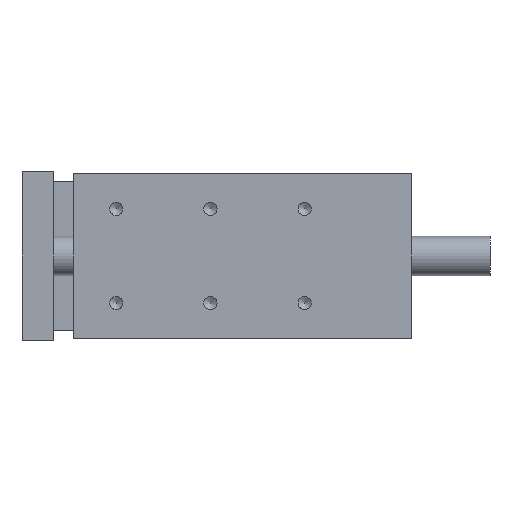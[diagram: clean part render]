
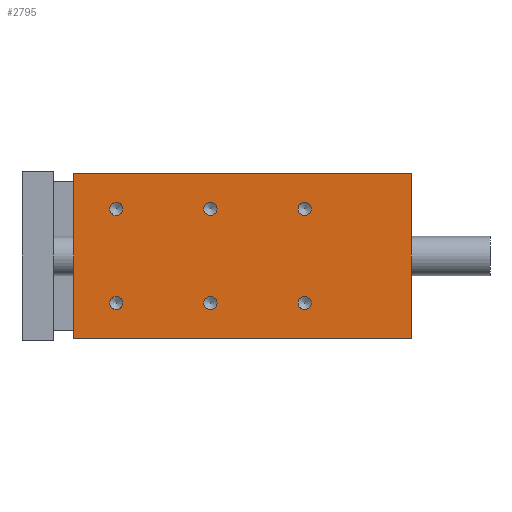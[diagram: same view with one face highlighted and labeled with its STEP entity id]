
A CAD part, left-side view. The second image highlights one B-rep face of the part: STEP entity #2795.
In plain terms, the highlighted face is planar.
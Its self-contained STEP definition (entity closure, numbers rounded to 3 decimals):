
#2123=CARTESIAN_POINT('',(96.0,87.,25.812));
#2124=VERTEX_POINT('',#2123);
#2125=CARTESIAN_POINT('',(96.0,87.,30.0));
#2126=DIRECTION('',(-1.0,0.0,0.0));
#2127=DIRECTION('',(0.0,0.0,-1.0));
#2128=AXIS2_PLACEMENT_3D('',#2125,#2126,#2127);
#2129=CIRCLE('',#2128,4.188);
#2130=EDGE_CURVE('',#2124,#2124,#2129,.T.);
#2160=CARTESIAN_POINT('',(96.,147.,-34.188));
#2161=VERTEX_POINT('',#2160);
#2162=CARTESIAN_POINT('',(96.,147.,-30.0));
#2163=DIRECTION('',(-1.0,0.0,0.0));
#2164=DIRECTION('',(0.0,0.0,-1.0));
#2165=AXIS2_PLACEMENT_3D('',#2162,#2163,#2164);
#2166=CIRCLE('',#2165,4.188);
#2167=EDGE_CURVE('',#2161,#2161,#2166,.T.);
#2200=CARTESIAN_POINT('',(96.,27.,-34.188));
#2201=VERTEX_POINT('',#2200);
#2202=CARTESIAN_POINT('',(96.,27.,-30.0));
#2203=DIRECTION('',(-1.0,0.0,0.0));
#2204=DIRECTION('',(0.0,0.0,-1.0));
#2205=AXIS2_PLACEMENT_3D('',#2202,#2203,#2204);
#2206=CIRCLE('',#2205,4.188);
#2207=EDGE_CURVE('',#2201,#2201,#2206,.T.);
#2240=CARTESIAN_POINT('',(96.0,87.,-34.188));
#2241=VERTEX_POINT('',#2240);
#2242=CARTESIAN_POINT('',(96.0,87.,-30.0));
#2243=DIRECTION('',(-1.0,0.0,0.0));
#2244=DIRECTION('',(0.0,0.0,-1.0));
#2245=AXIS2_PLACEMENT_3D('',#2242,#2243,#2244);
#2246=CIRCLE('',#2245,4.188);
#2247=EDGE_CURVE('',#2241,#2241,#2246,.T.);
#2277=CARTESIAN_POINT('',(96.,147.,25.812));
#2278=VERTEX_POINT('',#2277);
#2279=CARTESIAN_POINT('',(96.,147.,30.0));
#2280=DIRECTION('',(-1.0,0.0,0.0));
#2281=DIRECTION('',(0.0,0.0,-1.0));
#2282=AXIS2_PLACEMENT_3D('',#2279,#2280,#2281);
#2283=CIRCLE('',#2282,4.188);
#2284=EDGE_CURVE('',#2278,#2278,#2283,.T.);
#2317=CARTESIAN_POINT('',(96.,27.,25.812));
#2318=VERTEX_POINT('',#2317);
#2319=CARTESIAN_POINT('',(96.,27.,30.0));
#2320=DIRECTION('',(-1.0,0.0,0.0));
#2321=DIRECTION('',(0.0,0.0,-1.0));
#2322=AXIS2_PLACEMENT_3D('',#2319,#2320,#2321);
#2323=CIRCLE('',#2322,4.188);
#2324=EDGE_CURVE('',#2318,#2318,#2323,.T.);
#2613=CARTESIAN_POINT('',(96.,215.0,-52.5));
#2614=VERTEX_POINT('',#2613);
#2621=CARTESIAN_POINT('',(96.,0.,-52.5));
#2622=VERTEX_POINT('',#2621);
#2623=CARTESIAN_POINT('',(96.,0.0,-52.5));
#2624=DIRECTION('',(0.0,1.0,0.0));
#2625=VECTOR('',#2624,215.0);
#2626=LINE('',#2623,#2625);
#2627=EDGE_CURVE('',#2622,#2614,#2626,.T.);
#2732=CARTESIAN_POINT('',(96.,215.0,52.5));
#2733=VERTEX_POINT('',#2732);
#2740=CARTESIAN_POINT('',(96.,215.0,52.5));
#2741=DIRECTION('',(0.0,0.0,-1.0));
#2742=VECTOR('',#2741,105.0);
#2743=LINE('',#2740,#2742);
#2744=EDGE_CURVE('',#2733,#2614,#2743,.T.);
#2754=CARTESIAN_POINT('',(96.,215.0,0.0));
#2755=DIRECTION('',(1.0,0.0,0.0));
#2756=DIRECTION('',(0.0,0.0,-1.0));
#2757=AXIS2_PLACEMENT_3D('',#2754,#2755,#2756);
#2758=PLANE('',#2757);
#2759=CARTESIAN_POINT('',(96.,0.,52.5));
#2760=VERTEX_POINT('',#2759);
#2761=CARTESIAN_POINT('',(96.,215.0,52.5));
#2762=DIRECTION('',(0.0,-1.0,0.0));
#2763=VECTOR('',#2762,215.0);
#2764=LINE('',#2761,#2763);
#2765=EDGE_CURVE('',#2733,#2760,#2764,.T.);
#2766=ORIENTED_EDGE('',*,*,#2765,.T.);
#2767=CARTESIAN_POINT('',(96.,0.,52.5));
#2768=DIRECTION('',(0.0,0.0,-1.0));
#2769=VECTOR('',#2768,105.0);
#2770=LINE('',#2767,#2769);
#2771=EDGE_CURVE('',#2760,#2622,#2770,.T.);
#2772=ORIENTED_EDGE('',*,*,#2771,.T.);
#2773=ORIENTED_EDGE('',*,*,#2627,.T.);
#2774=ORIENTED_EDGE('',*,*,#2744,.F.);
#2775=EDGE_LOOP('',(#2766,#2772,#2773,#2774));
#2776=FACE_OUTER_BOUND('',#2775,.T.);
#2777=ORIENTED_EDGE('',*,*,#2130,.T.);
#2778=EDGE_LOOP('',(#2777));
#2779=FACE_BOUND('',#2778,.T.);
#2780=ORIENTED_EDGE('',*,*,#2167,.T.);
#2781=EDGE_LOOP('',(#2780));
#2782=FACE_BOUND('',#2781,.T.);
#2783=ORIENTED_EDGE('',*,*,#2207,.T.);
#2784=EDGE_LOOP('',(#2783));
#2785=FACE_BOUND('',#2784,.T.);
#2786=ORIENTED_EDGE('',*,*,#2247,.T.);
#2787=EDGE_LOOP('',(#2786));
#2788=FACE_BOUND('',#2787,.T.);
#2789=ORIENTED_EDGE('',*,*,#2284,.T.);
#2790=EDGE_LOOP('',(#2789));
#2791=FACE_BOUND('',#2790,.T.);
#2792=ORIENTED_EDGE('',*,*,#2324,.T.);
#2793=EDGE_LOOP('',(#2792));
#2794=FACE_BOUND('',#2793,.T.);
#2795=ADVANCED_FACE('',(#2776,#2779,#2782,#2785,#2788,#2791,#2794),#2758,.T.);
